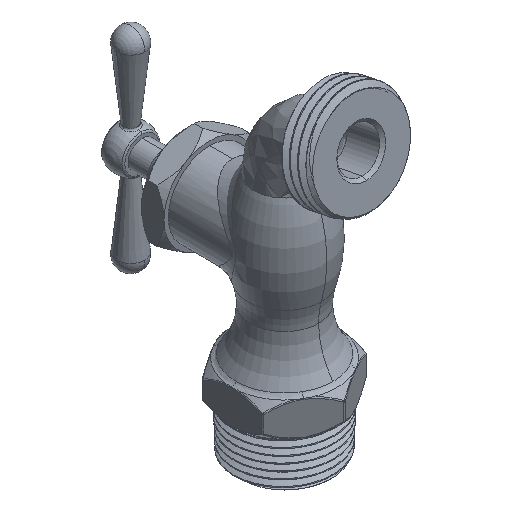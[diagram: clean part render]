
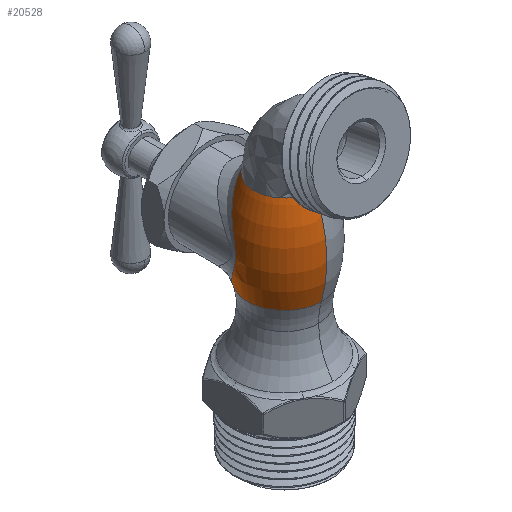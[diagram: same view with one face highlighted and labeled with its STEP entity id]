
A CAD part, isometric view. The second image highlights one B-rep face of the part: STEP entity #20528.
In plain terms, the highlighted toroidal (fillet/blend) face has major radius 24.459 mm and minor radius 35.572 mm.
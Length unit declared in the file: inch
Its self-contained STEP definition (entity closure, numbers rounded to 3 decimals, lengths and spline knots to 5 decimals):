
#718 = CARTESIAN_POINT ( 'NONE',  ( -0.27488, -0.18073, 0.55343 ) ) ;
#803 = CARTESIAN_POINT ( 'NONE',  ( -0.30395, -0.1988, -0.26638 ) ) ;
#976 = DIRECTION ( 'NONE',  ( 0., 0., -1. ) ) ;
#1187 = EDGE_CURVE ( 'NONE', #18411, #23853, #18052, .T. ) ;
#1312 = ORIENTED_EDGE ( 'NONE', *, *, #5929, .F. ) ;
#2418 = CARTESIAN_POINT ( 'NONE',  ( -0.37474, -0.25911, 0.39445 ) ) ;
#2501 = CARTESIAN_POINT ( 'NONE',  ( -0.40606, -0.30084, -0.05676 ) ) ;
#2663 = CARTESIAN_POINT ( 'NONE',  ( -0.33241, -0.21771, -0.22782 ) ) ;
#4020 = VERTEX_POINT ( 'NONE', #9185 ) ;
#4194 = VERTEX_POINT ( 'NONE', #11111 ) ;
#4232 = CARTESIAN_POINT ( 'NONE',  ( -0.21084, -0.74594, 0.695 ) ) ;
#4255 = CARTESIAN_POINT ( 'NONE',  ( -0.38374, -0.2697, 0.37288 ) ) ;
#4332 = CARTESIAN_POINT ( 'NONE',  ( -0.42961, -0.34948, 0.16369 ) ) ;
#4414 = CARTESIAN_POINT ( 'NONE',  ( -0.39938, -0.29057, 0.32909 ) ) ;
#4495 = CARTESIAN_POINT ( 'NONE',  ( -0.04721, -0.11698, 0.695 ) ) ;
#4568 = CARTESIAN_POINT ( 'NONE',  ( -0.07238, -0.11916, 0.68966 ) ) ;
#4650 =( BOUNDED_CURVE ( )  B_SPLINE_CURVE ( 3, ( #13553, #23202, #23450, #9933 ),
 .UNSPECIFIED., .F., .F. ) 
 B_SPLINE_CURVE_WITH_KNOTS ( ( 4, 4 ),
 ( 0.01375, 0.02511 ),
 .UNSPECIFIED. ) 
 CURVE ( )  GEOMETRIC_REPRESENTATION_ITEM ( )  RATIONAL_B_SPLINE_CURVE ( ( 0.503, 0.526, 0.692, 1. ) ) 
 REPRESENTATION_ITEM ( '' )  );
#5929 = EDGE_CURVE ( 'NONE', #4020, #18411, #4650, .T. ) ;
#6040 = B_SPLINE_CURVE_WITH_KNOTS ( 'NONE', 3,
 ( #4495, #23640, #4568, #8112, #12144, #21709, #10281, #15837, #6247, #23726, #10371, #12314, #718, #17763, #8435, #2418, #4255, #4414, #8355, #17844, #12062, #21632, #6328, #17933, #19930, #4332, #10125, #23558, #8269, #19774, #6411, #18016, #13994, #19850, #2501, #21800, #12224, #14156, #2663, #803 ),
 .UNSPECIFIED., .F., .F.,
 ( 4, 2, 2, 2, 2, 2, 2, 2, 2, 2, 2, 2, 2, 2, 2, 2, 2, 2, 2, 4 ),
 ( 0.03329, 0.03426, 0.03522, 0.03619, 0.03716, 0.03909, 0.04102, 0.04488, 0.04682, 0.04875, 0.04971, 0.05068, 0.05165, 0.05261, 0.05358, 0.05455, 0.05648, 0.05841, 0.06034, 0.06421 ),
 .UNSPECIFIED. ) ;
#6127 = CIRCLE ( 'NONE', #15653, 1.40045 ) ;
#6247 = CARTESIAN_POINT ( 'NONE',  ( -0.17459, -0.13948, 0.64218 ) ) ;
#6328 = CARTESIAN_POINT ( 'NONE',  ( -0.4232, -0.33362, 0.22537 ) ) ;
#6411 = CARTESIAN_POINT ( 'NONE',  ( -0.4288, -0.34728, 0.07417 ) ) ;
#7392 = DIRECTION ( 'NONE',  ( 0., 1., 0. ) ) ;
#8112 = CARTESIAN_POINT ( 'NONE',  ( -0.0965, -0.1223, 0.68205 ) ) ;
#8269 = CARTESIAN_POINT ( 'NONE',  ( -0.4306, -0.35229, 0.11243 ) ) ;
#8355 = CARTESIAN_POINT ( 'NONE',  ( -0.40605, -0.30091, 0.3068 ) ) ;
#8366 = ORIENTED_EDGE ( 'NONE', *, *, #24629, .F. ) ;
#8435 = CARTESIAN_POINT ( 'NONE',  ( -0.34426, -0.22787, 0.45769 ) ) ;
#8915 = VERTEX_POINT ( 'NONE', #20824 ) ;
#9185 = CARTESIAN_POINT ( 'NONE',  ( -0.04721, -0.11698, 0.695 ) ) ;
#9933 = CARTESIAN_POINT ( 'NONE',  ( -0.31625, -0.42969, 0.695 ) ) ;
#10125 = CARTESIAN_POINT ( 'NONE',  ( -0.43022, -0.35123, 0.15086 ) ) ;
#10281 = CARTESIAN_POINT ( 'NONE',  ( -0.14227, -0.131, 0.66154 ) ) ;
#10371 = CARTESIAN_POINT ( 'NONE',  ( -0.22361, -0.15626, 0.60512 ) ) ;
#11111 = CARTESIAN_POINT ( 'NONE',  ( 0., -0.81139, -0.26638 ) ) ;
#11869 = CARTESIAN_POINT ( 'NONE',  ( -0.31625, -0.58782, 0.695 ) ) ;
#12036 = CARTESIAN_POINT ( 'NONE',  ( 0., -0.74594, 0.695 ) ) ;
#12062 = CARTESIAN_POINT ( 'NONE',  ( -0.41687, -0.32036, 0.26094 ) ) ;
#12144 = CARTESIAN_POINT ( 'NONE',  ( -0.10823, -0.12419, 0.67754 ) ) ;
#12224 = CARTESIAN_POINT ( 'NONE',  ( -0.38355, -0.26942, -0.12337 ) ) ;
#12314 = CARTESIAN_POINT ( 'NONE',  ( -0.25856, -0.17207, 0.57149 ) ) ;
#12523 = FACE_OUTER_BOUND ( 'NONE', #23836, .T. ) ;
#12737 = CARTESIAN_POINT ( 'NONE',  ( 0., -0.42969, 0.125 ) ) ;
#13553 = CARTESIAN_POINT ( 'NONE',  ( -0.04721, -0.11698, 0.695 ) ) ;
#13994 = CARTESIAN_POINT ( 'NONE',  ( -0.42164, -0.32975, 0.01283 ) ) ;
#14103 = ORIENTED_EDGE ( 'NONE', *, *, #15072, .T. ) ;
#14156 = CARTESIAN_POINT ( 'NONE',  ( -0.35548, -0.2381, -0.18723 ) ) ;
#15072 = EDGE_CURVE ( 'NONE', #4020, #8915, #6040, .T. ) ;
#15623 = AXIS2_PLACEMENT_3D ( 'NONE', #12737, #976, #21962 ) ;
#15653 = AXIS2_PLACEMENT_3D ( 'NONE', #21140, #23084, #19793 ) ;
#15837 = CARTESIAN_POINT ( 'NONE',  ( -0.16405, -0.13648, 0.64897 ) ) ;
#17763 = CARTESIAN_POINT ( 'NONE',  ( -0.31964, -0.20795, 0.4975 ) ) ;
#17844 = CARTESIAN_POINT ( 'NONE',  ( -0.41437, -0.3156, 0.27252 ) ) ;
#17933 = CARTESIAN_POINT ( 'NONE',  ( -0.42641, -0.34116, 0.20104 ) ) ;
#18016 = CARTESIAN_POINT ( 'NONE',  ( -0.42529, -0.33833, 0.03695 ) ) ;
#18052 =( BOUNDED_CURVE ( )  B_SPLINE_CURVE ( 3, ( #19586, #11869, #4232, #12036 ),
 .UNSPECIFIED., .F., .F. ) 
 B_SPLINE_CURVE_WITH_KNOTS ( ( 4, 4 ),
 ( 0.02511, 0.03766 ),
 .UNSPECIFIED. ) 
 CURVE ( )  GEOMETRIC_REPRESENTATION_ITEM ( )  RATIONAL_B_SPLINE_CURVE ( ( 1., 0.667, 0.5, 0.5 ) ) 
 REPRESENTATION_ITEM ( '' )  );
#18411 = VERTEX_POINT ( 'NONE', #23077 ) ;
#19586 = CARTESIAN_POINT ( 'NONE',  ( -0.31625, -0.42969, 0.695 ) ) ;
#19774 = CARTESIAN_POINT ( 'NONE',  ( -0.42964, -0.34961, 0.08687 ) ) ;
#19793 = DIRECTION ( 'NONE',  ( 0., 1., 0. ) ) ;
#19850 = CARTESIAN_POINT ( 'NONE',  ( -0.41202, -0.31104, -0.03399 ) ) ;
#19930 = CARTESIAN_POINT ( 'NONE',  ( -0.4277, -0.34444, 0.18874 ) ) ;
#20528 = ADVANCED_FACE ( 'NONE', ( #12523 ), #23643, .T. ) ;
#20824 = CARTESIAN_POINT ( 'NONE',  ( -0.30395, -0.1988, -0.26638 ) ) ;
#20937 = AXIS2_PLACEMENT_3D ( 'NONE', #24619, #22094, #7392 ) ;
#21140 = CARTESIAN_POINT ( 'NONE',  ( 0., 0.53326, 0.125 ) ) ;
#21632 = CARTESIAN_POINT ( 'NONE',  ( -0.42128, -0.32936, 0.23739 ) ) ;
#21709 = CARTESIAN_POINT ( 'NONE',  ( -0.13112, -0.12854, 0.66728 ) ) ;
#21800 = CARTESIAN_POINT ( 'NONE',  ( -0.39179, -0.27999, -0.10157 ) ) ;
#21962 = DIRECTION ( 'NONE',  ( 0., 1., 0. ) ) ;
#22045 = ORIENTED_EDGE ( 'NONE', *, *, #1187, .F. ) ;
#22094 = DIRECTION ( 'NONE',  ( 0., 0., -1. ) ) ;
#22104 = CIRCLE ( 'NONE', #20937, 0.3817 ) ;
#22577 = ORIENTED_EDGE ( 'NONE', *, *, #23260, .F. ) ;
#23077 = CARTESIAN_POINT ( 'NONE',  ( -0.31625, -0.42969, 0.695 ) ) ;
#23084 = DIRECTION ( 'NONE',  ( 1., 0., 0. ) ) ;
#23202 = CARTESIAN_POINT ( 'NONE',  ( -0.23052, -0.14466, 0.695 ) ) ;
#23260 = EDGE_CURVE ( 'NONE', #4194, #8915, #22104, .T. ) ;
#23450 = CARTESIAN_POINT ( 'NONE',  ( -0.31625, -0.28872, 0.695 ) ) ;
#23558 = CARTESIAN_POINT ( 'NONE',  ( -0.43072, -0.35263, 0.12523 ) ) ;
#23640 = CARTESIAN_POINT ( 'NONE',  ( -0.05994, -0.11789, 0.69276 ) ) ;
#23643 = TOROIDAL_SURFACE ( 'NONE', #15623, -0.96295, 1.40045 ) ;
#23726 = CARTESIAN_POINT ( 'NONE',  ( -0.20492, -0.14905, 0.62081 ) ) ;
#23836 = EDGE_LOOP ( 'NONE', ( #8366, #22045, #1312, #14103, #22577 ) ) ;
#23853 = VERTEX_POINT ( 'NONE', #24550 ) ;
#24550 = CARTESIAN_POINT ( 'NONE',  ( 0., -0.74594, 0.695 ) ) ;
#24619 = CARTESIAN_POINT ( 'NONE',  ( 0., -0.42969, -0.26638 ) ) ;
#24629 = EDGE_CURVE ( 'NONE', #23853, #4194, #6127, .T. ) ;
